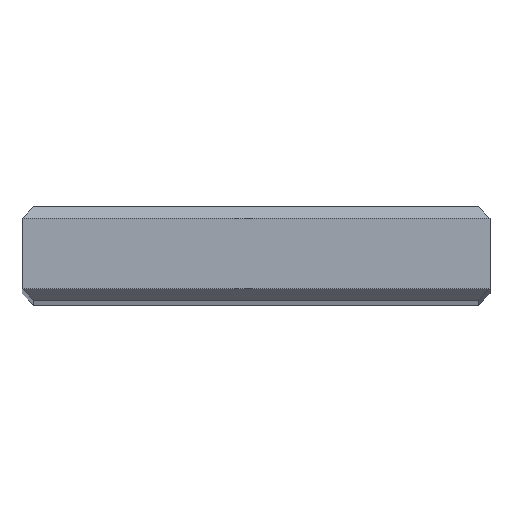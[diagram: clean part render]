
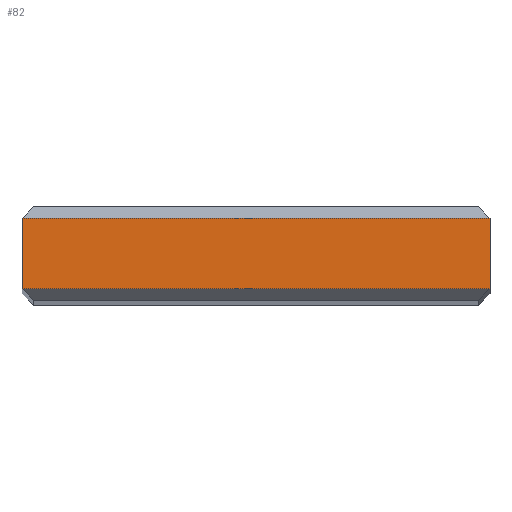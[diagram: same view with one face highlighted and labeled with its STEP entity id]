
A CAD part, top view. The second image highlights one B-rep face of the part: STEP entity #82.
In plain terms, the highlighted planar face has unit normal (0, 0, 1).
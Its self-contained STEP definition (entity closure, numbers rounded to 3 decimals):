
#82 = ADVANCED_FACE( '', ( #113 ), #114, .T. );
#113 = FACE_OUTER_BOUND( '', #165, .T. );
#114 = PLANE( '', #166 );
#165 = EDGE_LOOP( '', ( #252, #253, #254, #255 ) );
#166 = AXIS2_PLACEMENT_3D( '', #256, #257, #258 );
#252 = ORIENTED_EDGE( '', *, *, #357, .T. );
#253 = ORIENTED_EDGE( '', *, *, #340, .T. );
#254 = ORIENTED_EDGE( '', *, *, #342, .T. );
#255 = ORIENTED_EDGE( '', *, *, #334, .T. );
#256 = CARTESIAN_POINT( '', ( 0., 0., 0. ) );
#257 = DIRECTION( '', ( 0., 0., 1. ) );
#258 = DIRECTION( '', ( 1., 0., 0. ) );
#334 = EDGE_CURVE( '', #371, #372, #373, .T. );
#340 = EDGE_CURVE( '', #384, #382, #385, .T. );
#342 = EDGE_CURVE( '', #382, #371, #387, .T. );
#357 = EDGE_CURVE( '', #372, #384, #412, .T. );
#371 = VERTEX_POINT( '', #433 );
#372 = VERTEX_POINT( '', #434 );
#373 = LINE( '', #435, #436 );
#382 = VERTEX_POINT( '', #449 );
#384 = VERTEX_POINT( '', #452 );
#385 = LINE( '', #453, #454 );
#387 = LINE( '', #457, #458 );
#412 = LINE( '', #494, #495 );
#433 = CARTESIAN_POINT( '', ( 20., 7., 0. ) );
#434 = CARTESIAN_POINT( '', ( -20., 7., 0. ) );
#435 = CARTESIAN_POINT( '', ( 0., 7., 0. ) );
#436 = VECTOR( '', #523, 1000. );
#449 = CARTESIAN_POINT( '', ( 20., 1., 0. ) );
#452 = CARTESIAN_POINT( '', ( -20., 1., 0. ) );
#453 = CARTESIAN_POINT( '', ( 0., 1., 0. ) );
#454 = VECTOR( '', #529, 1000. );
#457 = CARTESIAN_POINT( '', ( 20., 1., 0. ) );
#458 = VECTOR( '', #531, 1000. );
#494 = CARTESIAN_POINT( '', ( -20., 7., 0. ) );
#495 = VECTOR( '', #552, 1000. );
#523 = DIRECTION( '', ( -1., 0., 0. ) );
#529 = DIRECTION( '', ( 1., 0., 0. ) );
#531 = DIRECTION( '', ( 0., 1., 0. ) );
#552 = DIRECTION( '', ( 0., -1., 0. ) );
